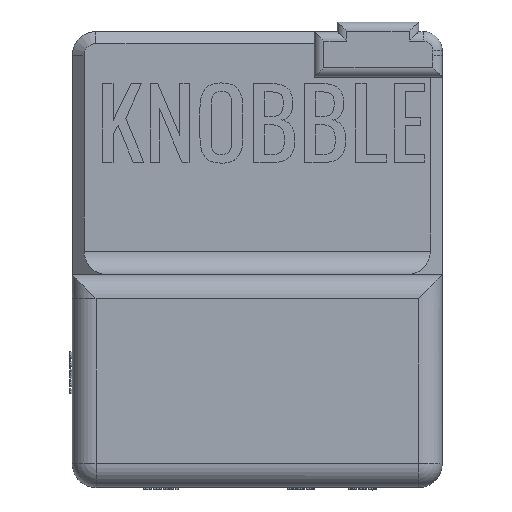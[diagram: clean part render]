
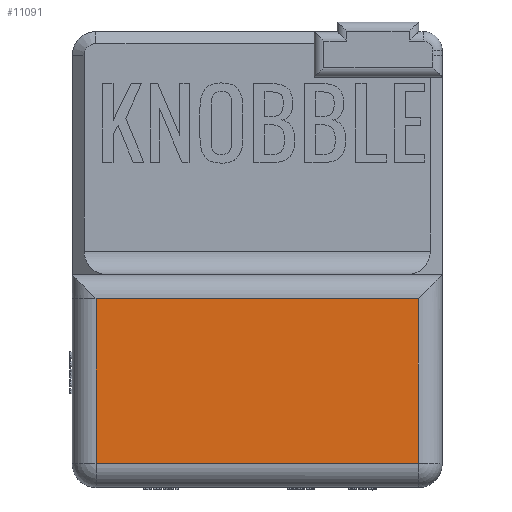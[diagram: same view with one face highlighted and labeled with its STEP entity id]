
A CAD part, top view. The second image highlights one B-rep face of the part: STEP entity #11091.
In plain terms, the highlighted planar face has unit normal (0, 0, 1).
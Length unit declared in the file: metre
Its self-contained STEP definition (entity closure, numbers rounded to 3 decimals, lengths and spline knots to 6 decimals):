
#1639=ORIENTED_EDGE('',*,*,#5020,.T.);
#1640=ORIENTED_EDGE('',*,*,#5021,.T.);
#1641=ORIENTED_EDGE('',*,*,#5022,.T.);
#1642=ORIENTED_EDGE('',*,*,#5023,.T.);
#5020=EDGE_CURVE('',#6709,#6710,#7619,.F.);
#5021=EDGE_CURVE('',#6710,#6711,#7620,.F.);
#5022=EDGE_CURVE('',#6711,#6712,#7621,.F.);
#5023=EDGE_CURVE('',#6712,#6709,#7622,.T.);
#6709=VERTEX_POINT('',#16427);
#6710=VERTEX_POINT('',#16428);
#6711=VERTEX_POINT('',#16430);
#6712=VERTEX_POINT('',#16432);
#7619=LINE('',#16426,#8643);
#7620=LINE('',#16429,#8644);
#7621=LINE('',#16431,#8645);
#7622=LINE('',#16433,#8646);
#8643=VECTOR('',#13150,1.);
#8644=VECTOR('',#13151,1.);
#8645=VECTOR('',#13152,1.);
#8646=VECTOR('',#13153,1.);
#9444=EDGE_LOOP('',(#1639,#1640,#1641,#1642));
#10143=FACE_BOUND('',#9444,.T.);
#10810=PLANE('',#11883);
#11091=ADVANCED_FACE('',(#10143),#10810,.T.);
#11883=AXIS2_PLACEMENT_3D('',#16425,#13148,#13149);
#13148=DIRECTION('',(0.,0.,1.));
#13149=DIRECTION('',(1.,0.,0.));
#13150=DIRECTION('',(0.,1.,0.));
#13151=DIRECTION('',(-1.,0.,0.));
#13152=DIRECTION('',(0.,-1.,0.));
#13153=DIRECTION('',(-1.,0.,0.));
#16425=CARTESIAN_POINT('',(0.033815,0.043792,0.028));
#16426=CARTESIAN_POINT('',(0.00001,0.043792,0.028));
#16427=CARTESIAN_POINT('',(0.00001,0.034581,0.028));
#16428=CARTESIAN_POINT('',(0.00001,-0.000019,0.028));
#16429=CARTESIAN_POINT('',(0.033804,-0.000028,0.028));
#16430=CARTESIAN_POINT('',(0.067639,-0.000037,0.028));
#16431=CARTESIAN_POINT('',(0.067639,0.043792,0.028));
#16432=CARTESIAN_POINT('',(0.067639,0.034581,0.028));
#16433=CARTESIAN_POINT('',(-0.004991,0.034581,0.028));
